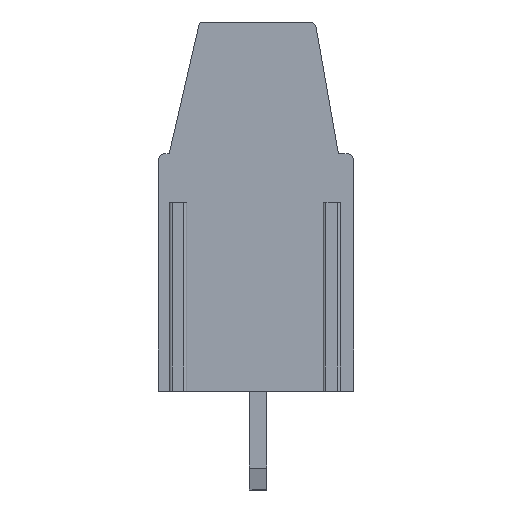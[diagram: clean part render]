
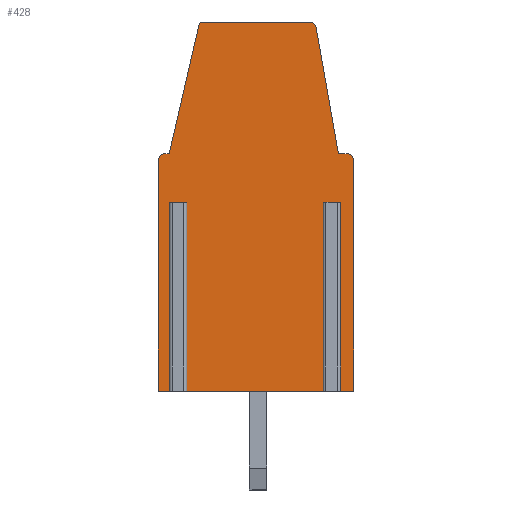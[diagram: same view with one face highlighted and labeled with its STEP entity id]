
A CAD part, left-side view. The second image highlights one B-rep face of the part: STEP entity #428.
In plain terms, the highlighted planar face has unit normal (-1, 0, 0).
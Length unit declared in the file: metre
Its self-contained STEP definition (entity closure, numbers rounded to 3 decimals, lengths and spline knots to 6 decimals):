
#428=ADVANCED_FACE('',(#899),#900,.T.);
#899=FACE_OUTER_BOUND('',#1396,.T.);
#900=PLANE('',#1397);
#1396=EDGE_LOOP('',(#2642,#2643,#2644,#2645,#2646,#2647,#2648,#2649,#2650,#2651,#2652,#2653,#2654,#2655,#2656,#2657,#2658,#2659,#2660,#2661));
#1397=AXIS2_PLACEMENT_3D('',#2662,#2663,#2664);
#2642=ORIENTED_EDGE('',*,*,#3432,.F.);
#2643=ORIENTED_EDGE('',*,*,#3283,.T.);
#2644=ORIENTED_EDGE('',*,*,#3274,.T.);
#2645=ORIENTED_EDGE('',*,*,#3382,.T.);
#2646=ORIENTED_EDGE('',*,*,#3340,.T.);
#2647=ORIENTED_EDGE('',*,*,#3243,.T.);
#2648=ORIENTED_EDGE('',*,*,#3336,.F.);
#2649=ORIENTED_EDGE('',*,*,#3381,.T.);
#2650=ORIENTED_EDGE('',*,*,#3412,.F.);
#2651=ORIENTED_EDGE('',*,*,#3420,.T.);
#2652=ORIENTED_EDGE('',*,*,#3087,.T.);
#2653=ORIENTED_EDGE('',*,*,#3323,.T.);
#2654=ORIENTED_EDGE('',*,*,#3352,.T.);
#2655=ORIENTED_EDGE('',*,*,#3131,.T.);
#2656=ORIENTED_EDGE('',*,*,#3135,.T.);
#2657=ORIENTED_EDGE('',*,*,#3433,.T.);
#2658=ORIENTED_EDGE('',*,*,#3236,.T.);
#2659=ORIENTED_EDGE('',*,*,#3425,.T.);
#2660=ORIENTED_EDGE('',*,*,#3434,.T.);
#2661=ORIENTED_EDGE('',*,*,#3387,.T.);
#2662=CARTESIAN_POINT('',(0.214737,0.039598,0.));
#2663=DIRECTION('',(-1.0,0.,0.));
#2664=DIRECTION('',(0.,1.0,0.0));
#3087=EDGE_CURVE('',#3733,#3731,#3734,.T.);
#3131=EDGE_CURVE('',#3791,#3812,#3814,.T.);
#3135=EDGE_CURVE('',#3812,#3818,#3820,.T.);
#3236=EDGE_CURVE('',#3977,#3979,#3981,.T.);
#3243=EDGE_CURVE('',#3989,#3990,#3991,.T.);
#3274=EDGE_CURVE('',#4040,#4041,#4042,.T.);
#3283=EDGE_CURVE('',#4055,#4040,#4056,.T.);
#3323=EDGE_CURVE('',#3731,#4105,#4107,.T.);
#3336=EDGE_CURVE('',#4124,#3990,#4125,.T.);
#3340=EDGE_CURVE('',#4130,#3989,#4131,.T.);
#3352=EDGE_CURVE('',#4105,#3791,#4145,.T.);
#3381=EDGE_CURVE('',#4124,#4187,#4189,.T.);
#3382=EDGE_CURVE('',#4041,#4130,#4190,.T.);
#3387=EDGE_CURVE('',#4198,#4196,#4199,.T.);
#3412=EDGE_CURVE('',#4230,#4187,#4232,.T.);
#3420=EDGE_CURVE('',#4230,#3733,#4240,.T.);
#3425=EDGE_CURVE('',#3979,#4244,#4246,.T.);
#3432=EDGE_CURVE('',#4055,#4196,#4254,.T.);
#3433=EDGE_CURVE('',#3818,#3977,#4255,.T.);
#3434=EDGE_CURVE('',#4244,#4198,#4256,.T.);
#3731=VERTEX_POINT('',#4697);
#3733=VERTEX_POINT('',#4700);
#3734=LINE('',#4701,#4702);
#3791=VERTEX_POINT('',#4783);
#3812=VERTEX_POINT('',#4820);
#3814=LINE('',#4823,#4824);
#3818=VERTEX_POINT('',#4828);
#3820=CIRCLE('',#4831,0.0002);
#3977=VERTEX_POINT('',#5045);
#3979=VERTEX_POINT('',#5048);
#3981=LINE('',#5051,#5052);
#3989=VERTEX_POINT('',#5060);
#3990=VERTEX_POINT('',#5061);
#3991=LINE('',#5062,#5063);
#4040=VERTEX_POINT('',#5128);
#4041=VERTEX_POINT('',#5129);
#4042=LINE('',#5130,#5131);
#4055=VERTEX_POINT('',#5148);
#4056=LINE('',#5149,#5150);
#4105=VERTEX_POINT('',#5221);
#4107=LINE('',#5224,#5225);
#4124=VERTEX_POINT('',#5248);
#4125=LINE('',#5249,#5250);
#4130=VERTEX_POINT('',#5256);
#4131=LINE('',#5257,#5258);
#4145=CIRCLE('',#5277,0.0003);
#4187=VERTEX_POINT('',#5331);
#4189=LINE('',#5334,#5335);
#4190=LINE('',#5336,#5337);
#4196=VERTEX_POINT('',#5345);
#4198=VERTEX_POINT('',#5347);
#4199=LINE('',#5348,#5349);
#4230=VERTEX_POINT('',#5392);
#4232=LINE('',#5395,#5396);
#4240=CIRCLE('',#5406,0.0003);
#4244=VERTEX_POINT('',#5411);
#4246=CIRCLE('',#5414,0.0003);
#4254=LINE('',#5422,#5423);
#4255=LINE('',#5424,#5425);
#4256=LINE('',#5426,#5427);
#4697=CARTESIAN_POINT('',(0.214737,0.032848,0.0108));
#4700=CARTESIAN_POINT('',(0.214737,0.032448,0.0108));
#4701=CARTESIAN_POINT('',(0.214737,0.032848,0.0108));
#4702=VECTOR('',#5649,1.0);
#4783=CARTESIAN_POINT('',(0.214737,0.034158,0.0168));
#4820=CARTESIAN_POINT('',(0.214737,0.039004,0.0168));
#4823=CARTESIAN_POINT('',(0.214737,0.039004,0.0168));
#4824=VECTOR('',#5688,1.0);
#4828=CARTESIAN_POINT('',(0.214737,0.039199,0.016645));
#4831=AXIS2_PLACEMENT_3D('',#5693,#5694,#5695);
#5045=CARTESIAN_POINT('',(0.214737,0.040548,0.0108));
#5048=CARTESIAN_POINT('',(0.214737,0.040748,0.0108));
#5051=CARTESIAN_POINT('',(0.214737,0.040748,0.0108));
#5052=VECTOR('',#5809,1.0);
#5060=CARTESIAN_POINT('',(0.214737,0.033478,0.0086));
#5061=CARTESIAN_POINT('',(0.214737,0.032818,0.0086));
#5062=CARTESIAN_POINT('',(0.214737,0.032818,0.0086));
#5063=VECTOR('',#5822,1.0);
#5128=CARTESIAN_POINT('',(0.214737,0.039818,0.0086));
#5129=CARTESIAN_POINT('',(0.214737,0.039818,0.));
#5130=CARTESIAN_POINT('',(0.214737,0.039818,0.));
#5131=VECTOR('',#5860,1.0);
#5148=CARTESIAN_POINT('',(0.214737,0.040478,0.0086));
#5149=CARTESIAN_POINT('',(0.214737,0.039818,0.0086));
#5150=VECTOR('',#5871,1.0);
#5221=CARTESIAN_POINT('',(0.214737,0.033863,0.016552));
#5224=CARTESIAN_POINT('',(0.214737,0.033863,0.016552));
#5225=VECTOR('',#5904,1.0);
#5248=CARTESIAN_POINT('',(0.214737,0.032818,0.));
#5249=CARTESIAN_POINT('',(0.214737,0.032818,0.));
#5250=VECTOR('',#5917,1.0);
#5256=CARTESIAN_POINT('',(0.214737,0.033478,0.));
#5257=CARTESIAN_POINT('',(0.214737,0.033478,0.));
#5258=VECTOR('',#5922,1.0);
#5277=AXIS2_PLACEMENT_3D('',#5934,#5935,#5936);
#5331=CARTESIAN_POINT('',(0.214737,0.032148,0.));
#5334=CARTESIAN_POINT('',(0.214737,0.032133,0.));
#5335=VECTOR('',#5971,1.0);
#5336=CARTESIAN_POINT('',(0.214737,0.032133,0.));
#5337=VECTOR('',#5972,1.0);
#5345=CARTESIAN_POINT('',(0.214737,0.040478,0.));
#5347=CARTESIAN_POINT('',(0.214737,0.041048,0.));
#5348=CARTESIAN_POINT('',(0.214737,0.032133,0.));
#5349=VECTOR('',#5981,1.0);
#5392=CARTESIAN_POINT('',(0.214737,0.032148,0.0105));
#5395=CARTESIAN_POINT('',(0.214737,0.032148,0.0051));
#5396=VECTOR('',#6010,1.0);
#5406=AXIS2_PLACEMENT_3D('',#6013,#6014,#6015);
#5411=CARTESIAN_POINT('',(0.214737,0.041048,0.0105));
#5414=AXIS2_PLACEMENT_3D('',#6018,#6019,#6020);
#5422=CARTESIAN_POINT('',(0.214737,0.040478,0.));
#5423=VECTOR('',#6024,1.0);
#5424=CARTESIAN_POINT('',(0.214737,0.040548,0.0108));
#5425=VECTOR('',#6025,1.0);
#5426=CARTESIAN_POINT('',(0.214737,0.041048,0.));
#5427=VECTOR('',#6026,1.0);
#5649=DIRECTION('',(0.,1.0,0.));
#5688=DIRECTION('',(0.,1.0,0.));
#5693=CARTESIAN_POINT('',(0.214737,0.039004,0.0166));
#5694=DIRECTION('',(-1.0,0.,0.));
#5695=DIRECTION('',(0.,0.0,1.0));
#5809=DIRECTION('',(0.,1.0,0.));
#5822=DIRECTION('',(0.,-1.0,0.));
#5860=DIRECTION('',(0.,0.,-1.0));
#5871=DIRECTION('',(0.,-1.0,0.));
#5904=DIRECTION('',(0.,0.174,0.985));
#5917=DIRECTION('',(0.,0.,1.0));
#5922=DIRECTION('',(0.,0.,1.0));
#5934=CARTESIAN_POINT('',(0.214737,0.034158,0.0165));
#5935=DIRECTION('',(-1.0,0.,0.));
#5936=DIRECTION('',(0.,0.,1.0));
#5971=DIRECTION('',(0.,-1.0,0.));
#5972=DIRECTION('',(0.,-1.0,0.));
#5981=DIRECTION('',(0.,-1.0,0.));
#6010=DIRECTION('',(0.,0.,-1.0));
#6013=CARTESIAN_POINT('',(0.214737,0.032448,0.0105));
#6014=DIRECTION('',(-1.0,0.,0.));
#6015=DIRECTION('',(0.,0.,1.0));
#6018=CARTESIAN_POINT('',(0.214737,0.040748,0.0105));
#6019=DIRECTION('',(-1.0,0.,0.));
#6020=DIRECTION('',(0.,0.,1.0));
#6024=DIRECTION('',(0.,0.,-1.0));
#6025=DIRECTION('',(0.,0.225,-0.974));
#6026=DIRECTION('',(0.,0.,-1.0));
